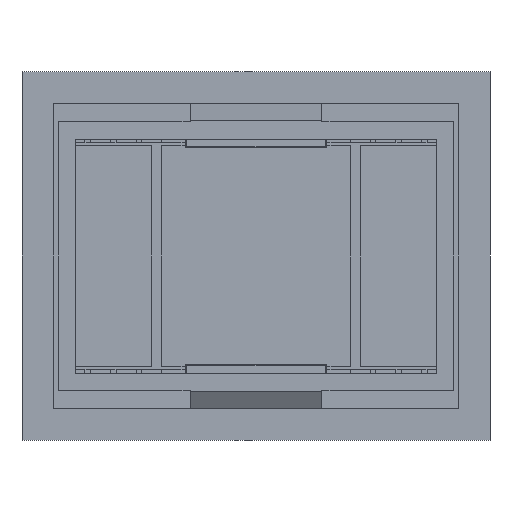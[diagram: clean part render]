
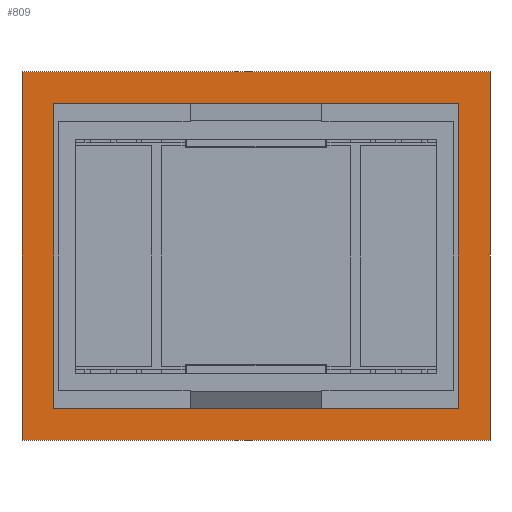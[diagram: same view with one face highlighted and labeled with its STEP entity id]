
A CAD part, front view. The second image highlights one B-rep face of the part: STEP entity #809.
In plain terms, the highlighted planar face has unit normal (0, -1, 0).
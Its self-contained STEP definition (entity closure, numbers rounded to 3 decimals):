
#25 = LINE ( 'NONE', #864, #1450 ) ;
#162 = CARTESIAN_POINT ( 'NONE',  ( 130., 0., 165. ) ) ;
#172 = VECTOR ( 'NONE', #5225, 1000. ) ;
#274 = EDGE_CURVE ( 'NONE', #379, #4985, #486, .T. ) ;
#341 = ORIENTED_EDGE ( 'NONE', *, *, #719, .F. ) ;
#379 = VERTEX_POINT ( 'NONE', #5307 ) ;
#453 = ORIENTED_EDGE ( 'NONE', *, *, #274, .F. ) ;
#486 = LINE ( 'NONE', #1805, #5487 ) ;
#572 = EDGE_LOOP ( 'NONE', ( #1774, #453, #341, #740 ) ) ;
#585 = ORIENTED_EDGE ( 'NONE', *, *, #3883, .F. ) ;
#615 = DIRECTION ( 'NONE',  ( 0., 0., -1. ) ) ;
#718 = VECTOR ( 'NONE', #5826, 1000. ) ;
#719 = EDGE_CURVE ( 'NONE', #5570, #379, #2888, .T. ) ;
#740 = ORIENTED_EDGE ( 'NONE', *, *, #1696, .F. ) ;
#760 = CARTESIAN_POINT ( 'NONE',  ( 107.5, 0., -142.5 ) ) ;
#809 = ADVANCED_FACE ( 'NONE', ( #2284, #2128 ), #1072, .T. ) ;
#845 = CARTESIAN_POINT ( 'NONE',  ( -107.5, 0., -142.5 ) ) ;
#864 = CARTESIAN_POINT ( 'NONE',  ( -107.5, 0., 142.5 ) ) ;
#883 = EDGE_LOOP ( 'NONE', ( #1281, #3540, #585, #1047 ) ) ;
#904 = VERTEX_POINT ( 'NONE', #3797 ) ;
#1036 = LINE ( 'NONE', #845, #2319 ) ;
#1043 = EDGE_CURVE ( 'NONE', #2783, #904, #2146, .T. ) ;
#1047 = ORIENTED_EDGE ( 'NONE', *, *, #1043, .F. ) ;
#1072 = PLANE ( 'NONE',  #4995 ) ;
#1090 = LINE ( 'NONE', #162, #5785 ) ;
#1254 = EDGE_CURVE ( 'NONE', #4985, #2468, #1090, .T. ) ;
#1281 = ORIENTED_EDGE ( 'NONE', *, *, #1779, .F. ) ;
#1450 = VECTOR ( 'NONE', #4255, 1000. ) ;
#1566 = CARTESIAN_POINT ( 'NONE',  ( -107.5, 0., 142.5 ) ) ;
#1676 = CARTESIAN_POINT ( 'NONE',  ( 107.5, 0., 142.5 ) ) ;
#1696 = EDGE_CURVE ( 'NONE', #2468, #5570, #2211, .T. ) ;
#1774 = ORIENTED_EDGE ( 'NONE', *, *, #1254, .F. ) ;
#1779 = EDGE_CURVE ( 'NONE', #4113, #2783, #25, .T. ) ;
#1805 = CARTESIAN_POINT ( 'NONE',  ( -130., 0., 165. ) ) ;
#1821 = CARTESIAN_POINT ( 'NONE',  ( 130., 0., -165. ) ) ;
#1971 = CARTESIAN_POINT ( 'NONE',  ( -130., 0., 165. ) ) ;
#2128 = FACE_BOUND ( 'NONE', #883, .T. ) ;
#2146 = LINE ( 'NONE', #2429, #718 ) ;
#2211 = LINE ( 'NONE', #6085, #5776 ) ;
#2284 = FACE_OUTER_BOUND ( 'NONE', #572, .T. ) ;
#2319 = VECTOR ( 'NONE', #3244, 1000. ) ;
#2351 = CARTESIAN_POINT ( 'NONE',  ( 130., 0., 165. ) ) ;
#2429 = CARTESIAN_POINT ( 'NONE',  ( -107.5, 0., -142.5 ) ) ;
#2468 = VERTEX_POINT ( 'NONE', #1821 ) ;
#2744 = DIRECTION ( 'NONE',  ( 1., 0., 0. ) ) ;
#2783 = VERTEX_POINT ( 'NONE', #1566 ) ;
#2888 = LINE ( 'NONE', #1971, #172 ) ;
#3050 = DIRECTION ( 'NONE',  ( 0., 0., -1. ) ) ;
#3159 = DIRECTION ( 'NONE',  ( 0., 0., 1. ) ) ;
#3175 = DIRECTION ( 'NONE',  ( -1., 0., 0. ) ) ;
#3244 = DIRECTION ( 'NONE',  ( 1., 0., 0. ) ) ;
#3271 = CARTESIAN_POINT ( 'NONE',  ( -130., 0., -165. ) ) ;
#3513 = DIRECTION ( 'NONE',  ( 0., -1., 0. ) ) ;
#3540 = ORIENTED_EDGE ( 'NONE', *, *, #4174, .F. ) ;
#3707 = VERTEX_POINT ( 'NONE', #4564 ) ;
#3797 = CARTESIAN_POINT ( 'NONE',  ( -107.5, 0., -142.5 ) ) ;
#3883 = EDGE_CURVE ( 'NONE', #904, #3707, #1036, .T. ) ;
#4113 = VERTEX_POINT ( 'NONE', #1676 ) ;
#4174 = EDGE_CURVE ( 'NONE', #3707, #4113, #5360, .T. ) ;
#4218 = VECTOR ( 'NONE', #3159, 1000. ) ;
#4255 = DIRECTION ( 'NONE',  ( -1., 0., 0. ) ) ;
#4564 = CARTESIAN_POINT ( 'NONE',  ( 107.5, 0., -142.5 ) ) ;
#4985 = VERTEX_POINT ( 'NONE', #2351 ) ;
#4995 = AXIS2_PLACEMENT_3D ( 'NONE', #5452, #3513, #615 ) ;
#5225 = DIRECTION ( 'NONE',  ( 0., 0., 1. ) ) ;
#5307 = CARTESIAN_POINT ( 'NONE',  ( -130., 0., 165. ) ) ;
#5360 = LINE ( 'NONE', #760, #4218 ) ;
#5452 = CARTESIAN_POINT ( 'NONE',  ( 0., 0., 0. ) ) ;
#5487 = VECTOR ( 'NONE', #2744, 1000. ) ;
#5570 = VERTEX_POINT ( 'NONE', #3271 ) ;
#5776 = VECTOR ( 'NONE', #3175, 1000. ) ;
#5785 = VECTOR ( 'NONE', #3050, 1000. ) ;
#5826 = DIRECTION ( 'NONE',  ( 0., 0., -1. ) ) ;
#6085 = CARTESIAN_POINT ( 'NONE',  ( -130., 0., -165. ) ) ;
